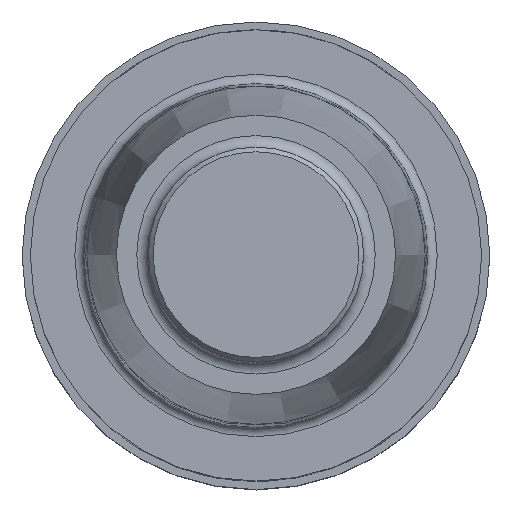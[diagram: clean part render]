
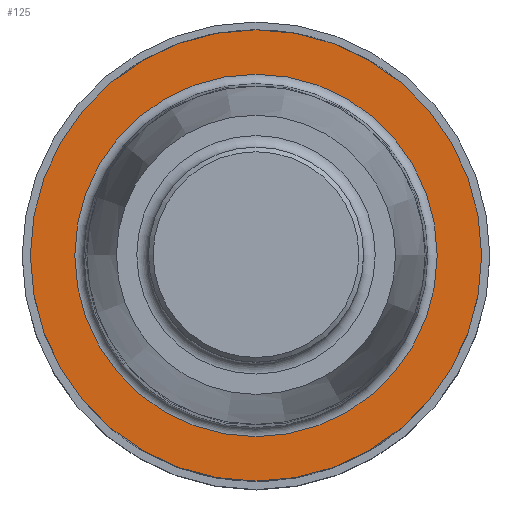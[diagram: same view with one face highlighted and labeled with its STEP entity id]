
A CAD part, top view. The second image highlights one B-rep face of the part: STEP entity #125.
In plain terms, the highlighted planar face has unit normal (0, 0, 1).
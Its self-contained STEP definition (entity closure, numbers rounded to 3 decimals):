
#89=PLANE('',#462);
#125=ADVANCED_FACE('',(#168,#169),#89,.F.);
#168=FACE_BOUND('',#201,.T.);
#169=FACE_BOUND('',#202,.T.);
#201=EDGE_LOOP('',(#245));
#202=EDGE_LOOP('',(#246));
#245=ORIENTED_EDGE('',*,*,#346,.T.);
#246=ORIENTED_EDGE('',*,*,#345,.T.);
#313=VERTEX_POINT('',#684);
#314=VERTEX_POINT('',#687);
#345=EDGE_CURVE('',#313,#313,#385,.T.);
#346=EDGE_CURVE('',#314,#314,#386,.T.);
#385=CIRCLE('',#459,7.75);
#386=CIRCLE('',#461,9.65);
#459=AXIS2_PLACEMENT_3D('',#683,#536,#537);
#461=AXIS2_PLACEMENT_3D('',#686,#540,#541);
#462=AXIS2_PLACEMENT_3D('',#688,#542,#543);
#536=DIRECTION('',(0.,0.,-1.));
#537=DIRECTION('',(-1.,0.,0.));
#540=DIRECTION('',(0.,0.,1.));
#541=DIRECTION('',(1.,0.,0.));
#542=DIRECTION('',(0.,0.,-1.));
#543=DIRECTION('',(-1.,0.,0.));
#683=CARTESIAN_POINT('',(0.,0.,0.));
#684=CARTESIAN_POINT('',(-7.75,0.,0.));
#686=CARTESIAN_POINT('',(0.,0.,0.));
#687=CARTESIAN_POINT('',(9.65,0.,0.));
#688=CARTESIAN_POINT('',(0.,9.65,0.));
